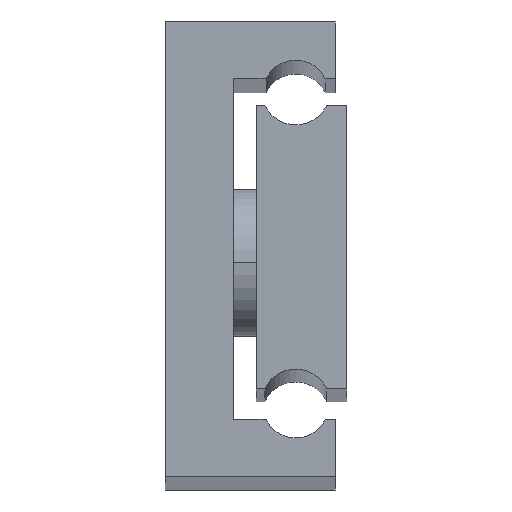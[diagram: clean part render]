
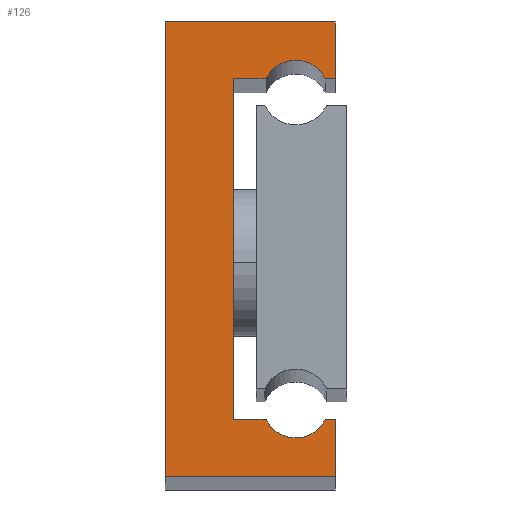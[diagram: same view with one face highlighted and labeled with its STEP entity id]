
A CAD part, top view. The second image highlights one B-rep face of the part: STEP entity #126.
In plain terms, the highlighted planar face has unit normal (0, 0, 1).
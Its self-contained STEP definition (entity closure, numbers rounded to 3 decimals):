
#6 = DIRECTION ( 'NONE',  ( 0., 1., 0. ) ) ;
#13 = VECTOR ( 'NONE', #26, 1000. ) ;
#15 = VECTOR ( 'NONE', #402, 1000. ) ;
#17 = DIRECTION ( 'NONE',  ( 0., 1., 0. ) ) ;
#26 = DIRECTION ( 'NONE',  ( -1., 0., 0. ) ) ;
#50 = DIRECTION ( 'NONE',  ( -1., 0., 0. ) ) ;
#75 = CARTESIAN_POINT ( 'NONE',  ( 14.105, 5., 350. ) ) ;
#78 = PLANE ( 'NONE',  #1164 ) ;
#80 = VERTEX_POINT ( 'NONE', #586 ) ;
#99 = ORIENTED_EDGE ( 'NONE', *, *, #403, .T. ) ;
#126 = ADVANCED_FACE ( 'NONE', ( #2046 ), #78, .F. ) ;
#153 = ORIENTED_EDGE ( 'NONE', *, *, #1117, .T. ) ;
#187 = CARTESIAN_POINT ( 'NONE',  ( 6., 35., 350. ) ) ;
#214 = DIRECTION ( 'NONE',  ( 0., 0., -1. ) ) ;
#250 = DIRECTION ( 'NONE',  ( 1., 0., 0. ) ) ;
#253 = VECTOR ( 'NONE', #50, 1000. ) ;
#307 = CARTESIAN_POINT ( 'NONE',  ( 15., 0., 350. ) ) ;
#322 = DIRECTION ( 'NONE',  ( 0., 1., 0. ) ) ;
#379 = CARTESIAN_POINT ( 'NONE',  ( 0., 40., 350. ) ) ;
#387 = LINE ( 'NONE', #595, #15 ) ;
#388 = EDGE_CURVE ( 'NONE', #1289, #1218, #872, .T. ) ;
#402 = DIRECTION ( 'NONE',  ( 0., -1., 0. ) ) ;
#403 = EDGE_CURVE ( 'NONE', #1497, #1270, #1850, .T. ) ;
#418 = CARTESIAN_POINT ( 'NONE',  ( 0., 0., 350. ) ) ;
#426 = VERTEX_POINT ( 'NONE', #2022 ) ;
#453 = CARTESIAN_POINT ( 'NONE',  ( 15., 40., 350. ) ) ;
#486 = ORIENTED_EDGE ( 'NONE', *, *, #1367, .T. ) ;
#490 = VERTEX_POINT ( 'NONE', #418 ) ;
#495 = CARTESIAN_POINT ( 'NONE',  ( 6., 5., 350. ) ) ;
#515 = DIRECTION ( 'NONE',  ( -1., 0., 0. ) ) ;
#522 = VERTEX_POINT ( 'NONE', #1912 ) ;
#539 = ORIENTED_EDGE ( 'NONE', *, *, #2153, .T. ) ;
#560 = CARTESIAN_POINT ( 'NONE',  ( 11.5, 33.75, 350. ) ) ;
#586 = CARTESIAN_POINT ( 'NONE',  ( 8.895, 5., 350. ) ) ;
#595 = CARTESIAN_POINT ( 'NONE',  ( 0., 0., 350. ) ) ;
#617 = EDGE_CURVE ( 'NONE', #1894, #426, #957, .T. ) ;
#636 = ORIENTED_EDGE ( 'NONE', *, *, #1548, .T. ) ;
#647 = CARTESIAN_POINT ( 'NONE',  ( 15., 5., 350. ) ) ;
#658 = LINE ( 'NONE', #1325, #1795 ) ;
#662 = ORIENTED_EDGE ( 'NONE', *, *, #1878, .T. ) ;
#699 = CARTESIAN_POINT ( 'NONE',  ( 6., 5., 350. ) ) ;
#702 = ORIENTED_EDGE ( 'NONE', *, *, #1495, .T. ) ;
#735 = LINE ( 'NONE', #1075, #253 ) ;
#743 = DIRECTION ( 'NONE',  ( -1., 0., 0. ) ) ;
#839 = ORIENTED_EDGE ( 'NONE', *, *, #388, .T. ) ;
#855 = EDGE_CURVE ( 'NONE', #522, #1990, #1321, .T. ) ;
#861 = AXIS2_PLACEMENT_3D ( 'NONE', #2118, #1629, #1796 ) ;
#872 = LINE ( 'NONE', #1005, #2137 ) ;
#957 = CIRCLE ( 'NONE', #1232, 2.89 ) ;
#987 = LINE ( 'NONE', #2147, #1131 ) ;
#1005 = CARTESIAN_POINT ( 'NONE',  ( 15., 0., 350. ) ) ;
#1054 = DIRECTION ( 'NONE',  ( -1., 0., 0. ) ) ;
#1068 = EDGE_LOOP ( 'NONE', ( #662, #2008, #839, #539, #153, #1978, #99, #636, #1877, #702, #1259, #486 ) ) ;
#1075 = CARTESIAN_POINT ( 'NONE',  ( 0., 40., 350. ) ) ;
#1117 = EDGE_CURVE ( 'NONE', #1750, #80, #1866, .T. ) ;
#1130 = VECTOR ( 'NONE', #6, 1000. ) ;
#1131 = VECTOR ( 'NONE', #1318, 1000. ) ;
#1164 = AXIS2_PLACEMENT_3D ( 'NONE', #1893, #214, #743 ) ;
#1181 = LINE ( 'NONE', #1665, #1206 ) ;
#1206 = VECTOR ( 'NONE', #515, 1000. ) ;
#1218 = VERTEX_POINT ( 'NONE', #647 ) ;
#1232 = AXIS2_PLACEMENT_3D ( 'NONE', #560, #1891, #1054 ) ;
#1257 = EDGE_CURVE ( 'NONE', #490, #1289, #987, .T. ) ;
#1259 = ORIENTED_EDGE ( 'NONE', *, *, #855, .T. ) ;
#1267 = VECTOR ( 'NONE', #322, 1000. ) ;
#1270 = VERTEX_POINT ( 'NONE', #187 ) ;
#1289 = VERTEX_POINT ( 'NONE', #307 ) ;
#1318 = DIRECTION ( 'NONE',  ( 1., 0., 0. ) ) ;
#1321 = LINE ( 'NONE', #1512, #1130 ) ;
#1325 = CARTESIAN_POINT ( 'NONE',  ( 8.895, 35., 350. ) ) ;
#1367 = EDGE_CURVE ( 'NONE', #1990, #1886, #735, .T. ) ;
#1414 = EDGE_CURVE ( 'NONE', #80, #1497, #1895, .T. ) ;
#1495 = EDGE_CURVE ( 'NONE', #426, #522, #2142, .T. ) ;
#1497 = VERTEX_POINT ( 'NONE', #495 ) ;
#1512 = CARTESIAN_POINT ( 'NONE',  ( 15., 40., 350. ) ) ;
#1536 = CARTESIAN_POINT ( 'NONE',  ( 8.895, 5., 350. ) ) ;
#1548 = EDGE_CURVE ( 'NONE', #1270, #1894, #658, .T. ) ;
#1629 = DIRECTION ( 'NONE',  ( 0., 0., -1. ) ) ;
#1632 = CARTESIAN_POINT ( 'NONE',  ( 8.895, 35., 350. ) ) ;
#1665 = CARTESIAN_POINT ( 'NONE',  ( 15., 5., 350. ) ) ;
#1750 = VERTEX_POINT ( 'NONE', #75 ) ;
#1795 = VECTOR ( 'NONE', #250, 1000. ) ;
#1796 = DIRECTION ( 'NONE',  ( 1., 0., 0. ) ) ;
#1850 = LINE ( 'NONE', #699, #1267 ) ;
#1866 = CIRCLE ( 'NONE', #861, 2.89 ) ;
#1877 = ORIENTED_EDGE ( 'NONE', *, *, #617, .T. ) ;
#1878 = EDGE_CURVE ( 'NONE', #1886, #490, #387, .T. ) ;
#1886 = VERTEX_POINT ( 'NONE', #379 ) ;
#1891 = DIRECTION ( 'NONE',  ( 0., 0., -1. ) ) ;
#1893 = CARTESIAN_POINT ( 'NONE',  ( 11.5, 33.75, 350. ) ) ;
#1894 = VERTEX_POINT ( 'NONE', #1632 ) ;
#1895 = LINE ( 'NONE', #1536, #13 ) ;
#1912 = CARTESIAN_POINT ( 'NONE',  ( 15., 35., 350. ) ) ;
#1978 = ORIENTED_EDGE ( 'NONE', *, *, #1414, .T. ) ;
#1989 = DIRECTION ( 'NONE',  ( 1., 0., 0. ) ) ;
#1990 = VERTEX_POINT ( 'NONE', #453 ) ;
#2008 = ORIENTED_EDGE ( 'NONE', *, *, #1257, .T. ) ;
#2022 = CARTESIAN_POINT ( 'NONE',  ( 14.105, 35., 350. ) ) ;
#2041 = VECTOR ( 'NONE', #1989, 1000. ) ;
#2046 = FACE_OUTER_BOUND ( 'NONE', #1068, .T. ) ;
#2083 = CARTESIAN_POINT ( 'NONE',  ( 15., 35., 350. ) ) ;
#2118 = CARTESIAN_POINT ( 'NONE',  ( 11.5, 6.25, 350. ) ) ;
#2137 = VECTOR ( 'NONE', #17, 1000. ) ;
#2142 = LINE ( 'NONE', #2083, #2041 ) ;
#2147 = CARTESIAN_POINT ( 'NONE',  ( 0., 0., 350. ) ) ;
#2153 = EDGE_CURVE ( 'NONE', #1218, #1750, #1181, .T. ) ;
